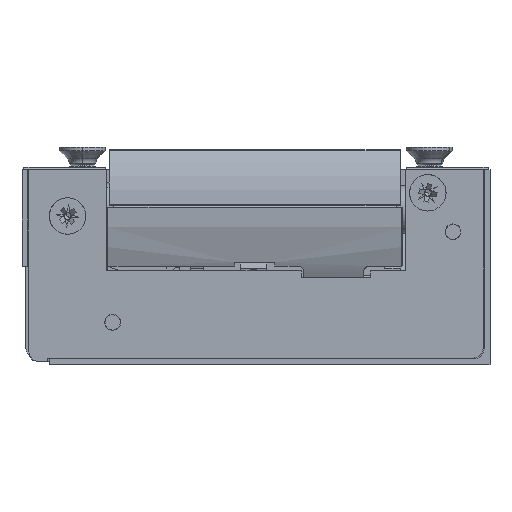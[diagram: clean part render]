
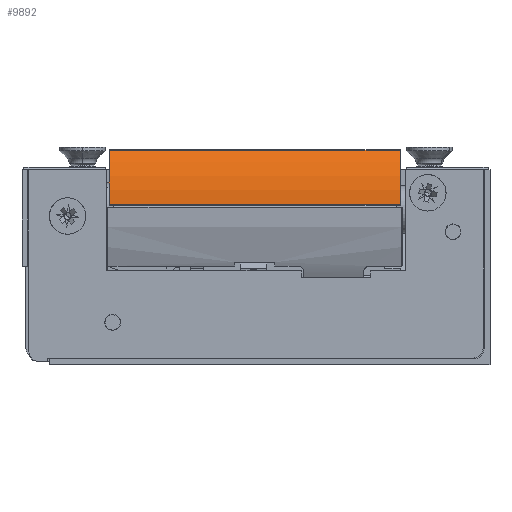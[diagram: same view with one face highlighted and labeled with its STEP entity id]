
A CAD part, left-side view. The second image highlights one B-rep face of the part: STEP entity #9892.
In plain terms, the highlighted cylindrical face has radius 13.7 mm (diameter 27.4 mm), a partial arc.
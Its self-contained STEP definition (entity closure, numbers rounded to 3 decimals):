
#146 = EDGE_LOOP ( 'NONE', ( #19170, #8684, #44031, #36249 ) ) ;
#2284 = CIRCLE ( 'NONE', #39282, 13.7 ) ;
#2843 = VERTEX_POINT ( 'NONE', #41971 ) ;
#3787 = DIRECTION ( 'NONE',  ( 0., 0., -1. ) ) ;
#4067 = LINE ( 'NONE', #11029, #40573 ) ;
#4710 = CARTESIAN_POINT ( 'NONE',  ( 22., 0.7, 0.3 ) ) ;
#5287 = CARTESIAN_POINT ( 'NONE',  ( -22., 0.792, 14. ) ) ;
#5873 = DIRECTION ( 'NONE',  ( 1., 0., 0. ) ) ;
#8318 = VERTEX_POINT ( 'NONE', #9272 ) ;
#8684 = ORIENTED_EDGE ( 'NONE', *, *, #30625, .T. ) ;
#9272 = CARTESIAN_POINT ( 'NONE',  ( 22., 9.081, 11.138 ) ) ;
#9824 = CARTESIAN_POINT ( 'NONE',  ( 22.35, 0.7, 0.3 ) ) ;
#9892 = ADVANCED_FACE ( 'NONE', ( #27653 ), #10521, .T. ) ;
#10521 = CYLINDRICAL_SURFACE ( 'NONE', #23649, 13.7 ) ;
#11029 = CARTESIAN_POINT ( 'NONE',  ( 22.35, 9.081, 11.138 ) ) ;
#11577 = CARTESIAN_POINT ( 'NONE',  ( -22., 0.7, 0.3 ) ) ;
#11874 = CARTESIAN_POINT ( 'NONE',  ( -22., 9.081, 11.138 ) ) ;
#12747 = CIRCLE ( 'NONE', #28250, 13.7 ) ;
#12838 = CARTESIAN_POINT ( 'NONE',  ( 22.35, 0.792, 14. ) ) ;
#13021 = VECTOR ( 'NONE', #5873, 1000. ) ;
#15605 = EDGE_CURVE ( 'NONE', #25795, #2843, #16085, .T. ) ;
#16085 = LINE ( 'NONE', #12838, #13021 ) ;
#17570 = DIRECTION ( 'NONE',  ( -1., 0., 0. ) ) ;
#19170 = ORIENTED_EDGE ( 'NONE', *, *, #25216, .T. ) ;
#23649 = AXIS2_PLACEMENT_3D ( 'NONE', #9824, #31146, #35310 ) ;
#25216 = EDGE_CURVE ( 'NONE', #2843, #8318, #2284, .T. ) ;
#25795 = VERTEX_POINT ( 'NONE', #5287 ) ;
#27653 = FACE_OUTER_BOUND ( 'NONE', #146, .T. ) ;
#28250 = AXIS2_PLACEMENT_3D ( 'NONE', #11577, #43815, #33362 ) ;
#30625 = EDGE_CURVE ( 'NONE', #8318, #41353, #4067, .T. ) ;
#31146 = DIRECTION ( 'NONE',  ( 1., 0., 0. ) ) ;
#33362 = DIRECTION ( 'NONE',  ( 0., 0., -1. ) ) ;
#35310 = DIRECTION ( 'NONE',  ( 0., 0., -1. ) ) ;
#35783 = DIRECTION ( 'NONE',  ( -1., 0., 0. ) ) ;
#36249 = ORIENTED_EDGE ( 'NONE', *, *, #15605, .T. ) ;
#39282 = AXIS2_PLACEMENT_3D ( 'NONE', #4710, #35783, #3787 ) ;
#40573 = VECTOR ( 'NONE', #17570, 1000. ) ;
#41353 = VERTEX_POINT ( 'NONE', #11874 ) ;
#41971 = CARTESIAN_POINT ( 'NONE',  ( 22., 0.792, 14. ) ) ;
#43815 = DIRECTION ( 'NONE',  ( 1., 0., 0. ) ) ;
#44031 = ORIENTED_EDGE ( 'NONE', *, *, #44604, .T. ) ;
#44604 = EDGE_CURVE ( 'NONE', #41353, #25795, #12747, .T. ) ;
